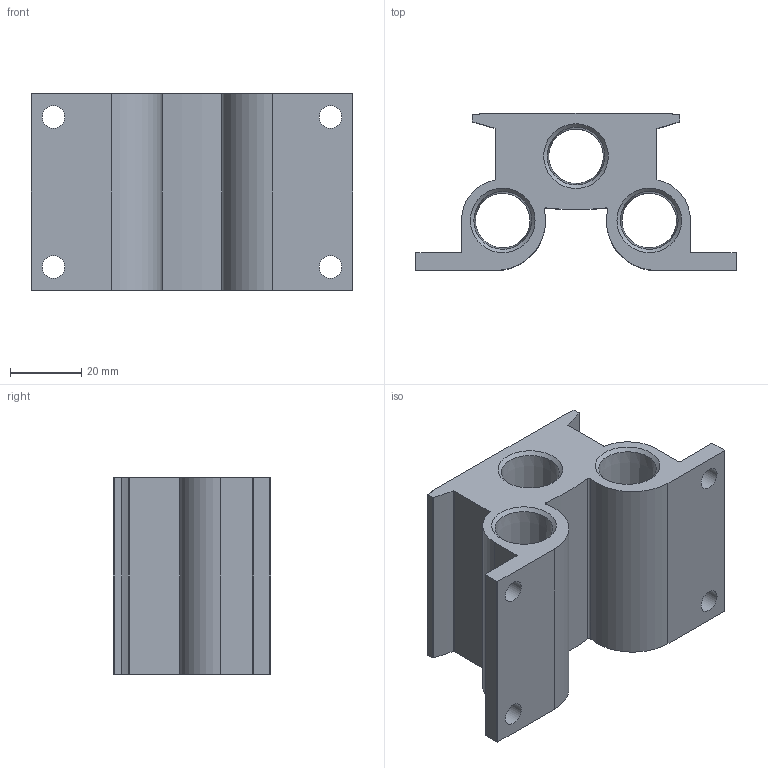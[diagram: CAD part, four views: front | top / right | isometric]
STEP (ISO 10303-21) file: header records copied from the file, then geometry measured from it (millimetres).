
FILE_DESCRIPTION(/* description */ ('STEP AP214'),/* implementation_level */ '2;1');
FILE_NAME(/* name */ '550079_CPE14-PRS-3_8-2-NPT',/* time_stamp */ '2024-08-06T18:02:58+02:00',/* author */ ('License CC BY-ND 4.0'),/* organization */ ('CADENAS'),/* preprocessor_version */ 'ST-DEVELOPER v19.3',/* originating_system */ 'PARTsolutions',/* authorisation */ ' ');
FILE_SCHEMA (('AUTOMOTIVE_DESIGN {1 0 10303 214 3 1 1}'));
Length unit declared in the file: millimetre
Products named in the file (1): 550079 CPE14-PRS-3/8-2-NPT
Bounding box: 90 x 44 x 55 mm (x, y, z)
Volume: 84786.4 mm3; surface area: 30026 mm2
Topology: 1 solids, 1 shells, 96 faces, 270 edges, 176 vertices
Faces by surface type: cylinder 41, cone 30, plane 25
Full cylindrical faces by diameter (mm): 1.5 x2, 2.459 x4, 5 x2, 6 x6, 6.3 x4, 15.297 x3
Entity records: 2767 total; most frequent: CARTESIAN_POINT 534, DIRECTION 473, ORIENTED_EDGE 374, AXIS2_PLACEMENT_3D 201, EDGE_CURVE 187, FACE_BOUND 181, EDGE_LOOP 173, VERTEX_POINT 152
